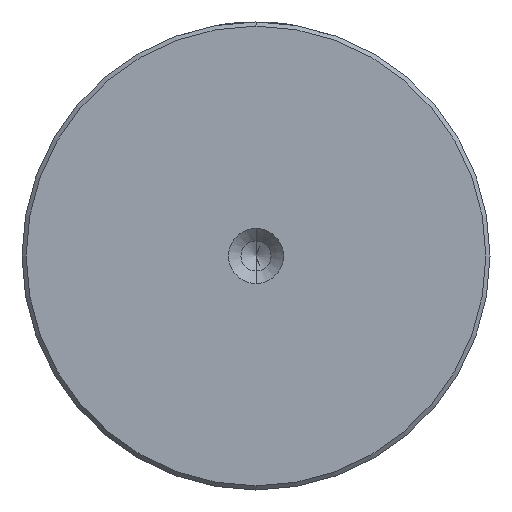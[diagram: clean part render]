
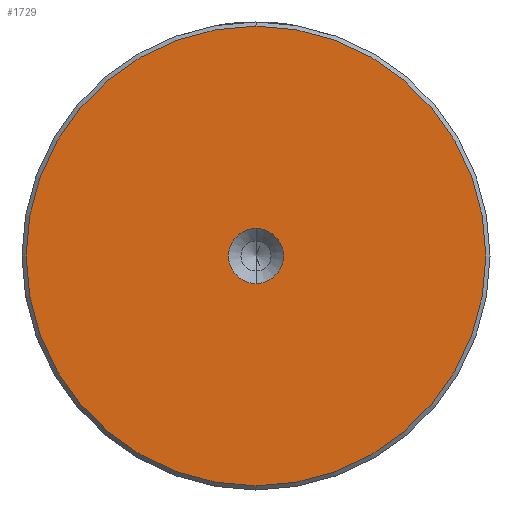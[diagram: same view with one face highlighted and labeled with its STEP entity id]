
A CAD part, left-side view. The second image highlights one B-rep face of the part: STEP entity #1729.
In plain terms, the highlighted planar face has unit normal (-1, 0, 0).
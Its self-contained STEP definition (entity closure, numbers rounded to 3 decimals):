
#60 = FACE_OUTER_BOUND ( 'NONE', #684, .T. ) ;
#171 = DIRECTION ( 'NONE',  ( 0., 0., 1. ) ) ;
#296 = DIRECTION ( 'NONE',  ( -1., 0., 0. ) ) ;
#405 = CIRCLE ( 'NONE', #1911, 27.5 ) ;
#605 = CARTESIAN_POINT ( 'NONE',  ( 0., 0., -3.3 ) ) ;
#640 = AXIS2_PLACEMENT_3D ( 'NONE', #1874, #730, #2061 ) ;
#651 = VERTEX_POINT ( 'NONE', #605 ) ;
#664 = PLANE ( 'NONE',  #1549 ) ;
#684 = EDGE_LOOP ( 'NONE', ( #1870, #1800 ) ) ;
#730 = DIRECTION ( 'NONE',  ( -1., 0., 0. ) ) ;
#857 = CARTESIAN_POINT ( 'NONE',  ( 0., 0., 0. ) ) ;
#865 = CARTESIAN_POINT ( 'NONE',  ( 0., 0., 0. ) ) ;
#895 = EDGE_CURVE ( 'NONE', #1567, #1192, #405, .T. ) ;
#1046 = DIRECTION ( 'NONE',  ( 0., 0., 1. ) ) ;
#1192 = VERTEX_POINT ( 'NONE', #2296 ) ;
#1337 = DIRECTION ( 'NONE',  ( -1., 0., 0. ) ) ;
#1344 = EDGE_CURVE ( 'NONE', #1192, #1567, #1533, .T. ) ;
#1418 = AXIS2_PLACEMENT_3D ( 'NONE', #2465, #1337, #171 ) ;
#1515 = CIRCLE ( 'NONE', #1418, 3.3 ) ;
#1533 = CIRCLE ( 'NONE', #2409, 27.5 ) ;
#1549 = AXIS2_PLACEMENT_3D ( 'NONE', #865, #296, #1625 ) ;
#1567 = VERTEX_POINT ( 'NONE', #2316 ) ;
#1625 = DIRECTION ( 'NONE',  ( 0., 0., 1. ) ) ;
#1629 = CIRCLE ( 'NONE', #640, 3.3 ) ;
#1640 = EDGE_LOOP ( 'NONE', ( #1665, #1838 ) ) ;
#1665 = ORIENTED_EDGE ( 'NONE', *, *, #1914, .F. ) ;
#1666 = CARTESIAN_POINT ( 'NONE',  ( 0., 0., 3.3 ) ) ;
#1729 = ADVANCED_FACE ( 'NONE', ( #60, #2437 ), #664, .T. ) ;
#1800 = ORIENTED_EDGE ( 'NONE', *, *, #1344, .T. ) ;
#1838 = ORIENTED_EDGE ( 'NONE', *, *, #1977, .F. ) ;
#1870 = ORIENTED_EDGE ( 'NONE', *, *, #895, .T. ) ;
#1874 = CARTESIAN_POINT ( 'NONE',  ( 0., 0., 0. ) ) ;
#1901 = VERTEX_POINT ( 'NONE', #1666 ) ;
#1911 = AXIS2_PLACEMENT_3D ( 'NONE', #2360, #2182, #2172 ) ;
#1914 = EDGE_CURVE ( 'NONE', #1901, #651, #1629, .T. ) ;
#1977 = EDGE_CURVE ( 'NONE', #651, #1901, #1515, .T. ) ;
#2061 = DIRECTION ( 'NONE',  ( 0., 0., 1. ) ) ;
#2172 = DIRECTION ( 'NONE',  ( 0., 0., 1. ) ) ;
#2182 = DIRECTION ( 'NONE',  ( -1., 0., 0. ) ) ;
#2186 = DIRECTION ( 'NONE',  ( -1., 0., 0. ) ) ;
#2296 = CARTESIAN_POINT ( 'NONE',  ( 0., 0., 27.5 ) ) ;
#2316 = CARTESIAN_POINT ( 'NONE',  ( 0., 0., -27.5 ) ) ;
#2360 = CARTESIAN_POINT ( 'NONE',  ( 0., 0., 0. ) ) ;
#2409 = AXIS2_PLACEMENT_3D ( 'NONE', #857, #2186, #1046 ) ;
#2437 = FACE_BOUND ( 'NONE', #1640, .T. ) ;
#2465 = CARTESIAN_POINT ( 'NONE',  ( 0., 0., 0. ) ) ;
